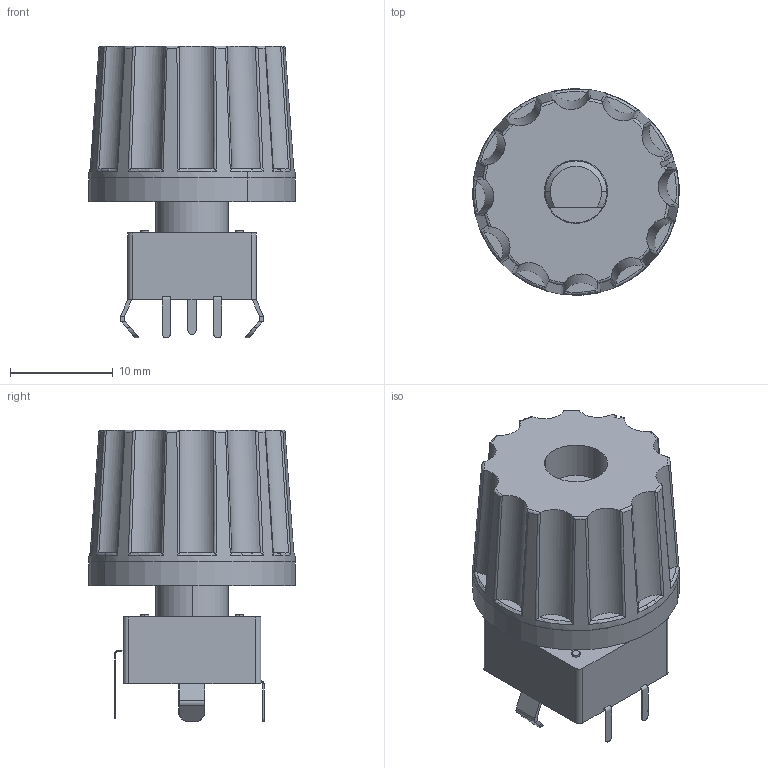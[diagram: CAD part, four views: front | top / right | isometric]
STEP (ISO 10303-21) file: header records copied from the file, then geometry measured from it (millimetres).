
FILE_DESCRIPTION (( 'STEP AP214' ), '1' );
FILE_NAME ('PEC11R-4115F-S0018_w_ang.STEP', '2021-08-05T06:08:16', ( '' ), ( '' ), 'SwSTEP 2.0', 'SolidWorks 2020', '' );
FILE_SCHEMA (( 'AUTOMOTIVE_DESIGN' ));
Length unit declared in the file: millimetre
Products named in the file (3): PEC11R-4115F-S0018_w_ang; 扰麔鳹罻_20x15x6; PEC11R-4115F-S0018
Assembly tree (2 placements, depth 2):
  PEC11R-4115F-S0018_w_ang
    PEC11R-4115F-S0018
    扰麔鳹罻_20x15x6
Bounding box: 20.09 x 20.09 x 28.37 mm (x, y, z)
Volume: 5114.5 mm3; surface area: 2907 mm2
Topology: 2 solids, 2 shells, 208 faces, 533 edges, 341 vertices
Faces by surface type: plane 89, bspline 44, cylinder 42, torus 28, cone 5
Entity records: 7796 total; most frequent: CARTESIAN_POINT 2645, ORIENTED_EDGE 1066, DIRECTION 837, EDGE_CURVE 533, VERTEX_POINT 341, AXIS2_PLACEMENT_3D 321, EDGE_LOOP 222, ADVANCED_FACE 208
